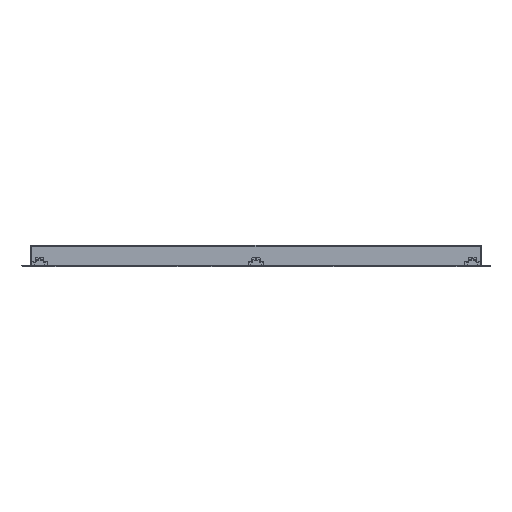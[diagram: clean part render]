
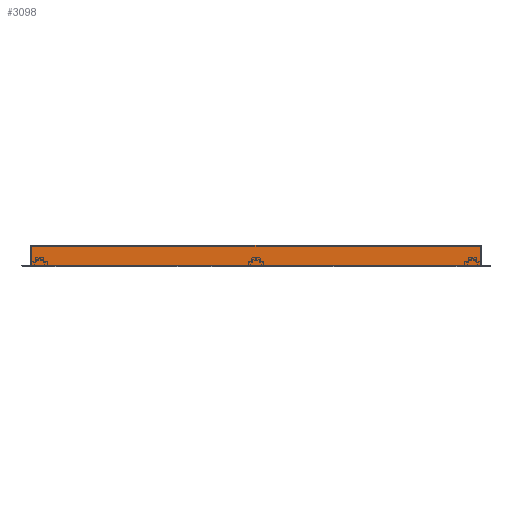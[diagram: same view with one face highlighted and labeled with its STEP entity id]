
A CAD part, front view. The second image highlights one B-rep face of the part: STEP entity #3098.
In plain terms, the highlighted planar face has unit normal (0, -1, 0).
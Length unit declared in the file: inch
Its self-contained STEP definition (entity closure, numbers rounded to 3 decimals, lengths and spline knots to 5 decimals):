
#147 = DIRECTION ( 'NONE',  ( 0., 1., 0. ) ) ;
#292 = EDGE_CURVE ( 'NONE', #6010, #10726, #14176, .T. ) ;
#368 = DIRECTION ( 'NONE',  ( 1., 0., 0. ) ) ;
#434 = VECTOR ( 'NONE', #4748, 39.37008 ) ;
#903 = CARTESIAN_POINT ( 'NONE',  ( -13.3125, -37.7715, 0.05 ) ) ;
#1390 = ORIENTED_EDGE ( 'NONE', *, *, #2974, .T. ) ;
#1773 = CARTESIAN_POINT ( 'NONE',  ( 12.8125, -37.7715, 0.05 ) ) ;
#1826 = ORIENTED_EDGE ( 'NONE', *, *, #15600, .F. ) ;
#2551 = CARTESIAN_POINT ( 'NONE',  ( 12.8125, -37.7715, 1.225 ) ) ;
#2974 = EDGE_CURVE ( 'NONE', #10726, #10526, #14197, .T. ) ;
#3098 = ADVANCED_FACE ( 'NONE', ( #11925 ), #6153, .F. ) ;
#3384 = CARTESIAN_POINT ( 'NONE',  ( -12.8125, -37.7715, 0.05 ) ) ;
#3500 = VECTOR ( 'NONE', #8125, 39.37008 ) ;
#4449 = LINE ( 'NONE', #7105, #434 ) ;
#4606 = VECTOR ( 'NONE', #8327, 39.37008 ) ;
#4735 = ORIENTED_EDGE ( 'NONE', *, *, #292, .T. ) ;
#4748 = DIRECTION ( 'NONE',  ( 1., 0., 0. ) ) ;
#5443 = EDGE_CURVE ( 'NONE', #8024, #6010, #13103, .T. ) ;
#5730 = ORIENTED_EDGE ( 'NONE', *, *, #5443, .T. ) ;
#6010 = VERTEX_POINT ( 'NONE', #13953 ) ;
#6153 = PLANE ( 'NONE',  #14830 ) ;
#6558 = EDGE_LOOP ( 'NONE', ( #1826, #5730, #4735, #1390 ) ) ;
#7105 = CARTESIAN_POINT ( 'NONE',  ( -13.3125, -37.7715, 1.225 ) ) ;
#7361 = CARTESIAN_POINT ( 'NONE',  ( -13.3125, -37.7715, 0.05 ) ) ;
#8024 = VERTEX_POINT ( 'NONE', #15523 ) ;
#8125 = DIRECTION ( 'NONE',  ( 0., 0., -1. ) ) ;
#8327 = DIRECTION ( 'NONE',  ( 0., 0., 1. ) ) ;
#8610 = DIRECTION ( 'NONE',  ( 0., 0., -1. ) ) ;
#10526 = VERTEX_POINT ( 'NONE', #2551 ) ;
#10726 = VERTEX_POINT ( 'NONE', #1773 ) ;
#11925 = FACE_OUTER_BOUND ( 'NONE', #6558, .T. ) ;
#13103 = LINE ( 'NONE', #3384, #3500 ) ;
#13953 = CARTESIAN_POINT ( 'NONE',  ( -12.8125, -37.7715, 0.05 ) ) ;
#13984 = VECTOR ( 'NONE', #368, 39.37008 ) ;
#14176 = LINE ( 'NONE', #903, #13984 ) ;
#14197 = LINE ( 'NONE', #14370, #4606 ) ;
#14370 = CARTESIAN_POINT ( 'NONE',  ( 12.8125, -37.7715, 0.05 ) ) ;
#14830 = AXIS2_PLACEMENT_3D ( 'NONE', #7361, #147, #8610 ) ;
#15523 = CARTESIAN_POINT ( 'NONE',  ( -12.8125, -37.7715, 1.225 ) ) ;
#15600 = EDGE_CURVE ( 'NONE', #8024, #10526, #4449, .T. ) ;
